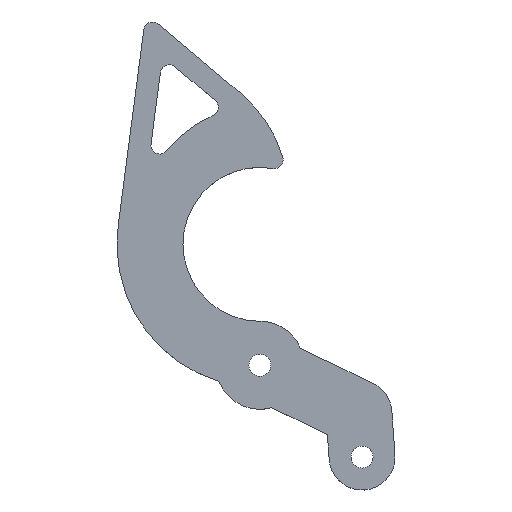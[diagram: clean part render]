
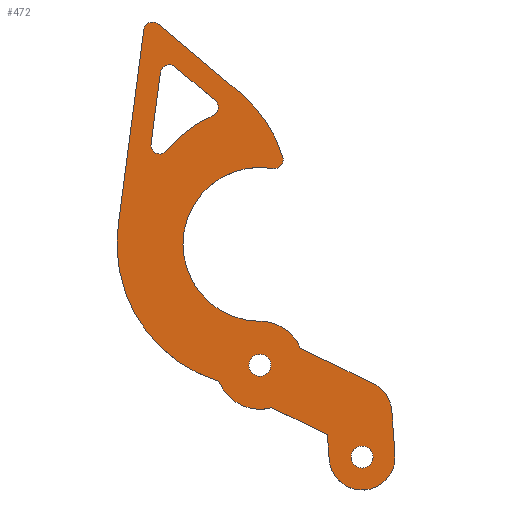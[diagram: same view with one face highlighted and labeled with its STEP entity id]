
A CAD part, top view. The second image highlights one B-rep face of the part: STEP entity #472.
In plain terms, the highlighted planar face has unit normal (0, 0, 1).
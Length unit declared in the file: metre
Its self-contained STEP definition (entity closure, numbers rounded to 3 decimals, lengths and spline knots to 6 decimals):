
#20=PLANE('',#530);
#24=LINE('',#707,#61);
#30=LINE('',#721,#67);
#35=LINE('',#735,#72);
#42=LINE('',#762,#79);
#43=LINE('',#764,#80);
#51=LINE('',#789,#88);
#54=LINE('',#795,#91);
#57=LINE('',#815,#94);
#61=VECTOR('',#559,1.);
#67=VECTOR('',#567,1.);
#72=VECTOR('',#580,1.);
#79=VECTOR('',#607,1.);
#80=VECTOR('',#610,1.);
#88=VECTOR('',#632,1.);
#91=VECTOR('',#637,1.);
#94=VECTOR('',#660,1.);
#164=ORIENTED_EDGE('',*,*,#281,.F.);
#165=ORIENTED_EDGE('',*,*,#279,.F.);
#166=ORIENTED_EDGE('',*,*,#253,.F.);
#167=ORIENTED_EDGE('',*,*,#287,.T.);
#168=ORIENTED_EDGE('',*,*,#254,.T.);
#169=ORIENTED_EDGE('',*,*,#260,.T.);
#170=ORIENTED_EDGE('',*,*,#288,.T.);
#171=ORIENTED_EDGE('',*,*,#261,.F.);
#172=ORIENTED_EDGE('',*,*,#267,.T.);
#173=ORIENTED_EDGE('',*,*,#270,.T.);
#174=ORIENTED_EDGE('',*,*,#273,.F.);
#175=ORIENTED_EDGE('',*,*,#276,.F.);
#176=ORIENTED_EDGE('',*,*,#278,.T.);
#177=ORIENTED_EDGE('',*,*,#240,.T.);
#178=ORIENTED_EDGE('',*,*,#244,.T.);
#179=ORIENTED_EDGE('',*,*,#247,.T.);
#180=ORIENTED_EDGE('',*,*,#250,.T.);
#181=ORIENTED_EDGE('',*,*,#285,.T.);
#182=ORIENTED_EDGE('',*,*,#289,.T.);
#183=ORIENTED_EDGE('',*,*,#232,.T.);
#184=ORIENTED_EDGE('',*,*,#290,.T.);
#185=ORIENTED_EDGE('',*,*,#234,.T.);
#186=ORIENTED_EDGE('',*,*,#291,.T.);
#232=EDGE_CURVE('',#300,#299,#344,.T.);
#234=EDGE_CURVE('',#301,#302,#24,.T.);
#240=EDGE_CURVE('',#308,#307,#30,.T.);
#244=EDGE_CURVE('',#307,#310,#346,.T.);
#247=EDGE_CURVE('',#310,#312,#35,.T.);
#250=EDGE_CURVE('',#312,#314,#348,.T.);
#253=EDGE_CURVE('',#316,#314,#350,.T.);
#254=EDGE_CURVE('',#317,#318,#351,.T.);
#260=EDGE_CURVE('',#318,#322,#42,.T.);
#261=EDGE_CURVE('',#323,#324,#43,.T.);
#267=EDGE_CURVE('',#323,#328,#354,.T.);
#270=EDGE_CURVE('',#328,#330,#356,.T.);
#273=EDGE_CURVE('',#332,#330,#51,.T.);
#276=EDGE_CURVE('',#334,#332,#54,.T.);
#278=EDGE_CURVE('',#334,#308,#358,.T.);
#279=EDGE_CURVE('',#335,#335,#359,.T.);
#281=EDGE_CURVE('',#337,#337,#361,.T.);
#285=EDGE_CURVE('',#342,#341,#57,.T.);
#287=EDGE_CURVE('',#316,#317,#363,.T.);
#288=EDGE_CURVE('',#322,#324,#364,.T.);
#289=EDGE_CURVE('',#341,#300,#365,.F.);
#290=EDGE_CURVE('',#299,#301,#366,.F.);
#291=EDGE_CURVE('',#302,#342,#367,.F.);
#299=VERTEX_POINT('',#702);
#300=VERTEX_POINT('',#704);
#301=VERTEX_POINT('',#708);
#302=VERTEX_POINT('',#709);
#307=VERTEX_POINT('',#720);
#308=VERTEX_POINT('',#722);
#310=VERTEX_POINT('',#728);
#312=VERTEX_POINT('',#734);
#314=VERTEX_POINT('',#740);
#316=VERTEX_POINT('',#746);
#317=VERTEX_POINT('',#750);
#318=VERTEX_POINT('',#751);
#322=VERTEX_POINT('',#761);
#323=VERTEX_POINT('',#765);
#324=VERTEX_POINT('',#766);
#328=VERTEX_POINT('',#776);
#330=VERTEX_POINT('',#782);
#332=VERTEX_POINT('',#788);
#334=VERTEX_POINT('',#794);
#335=VERTEX_POINT('',#801);
#337=VERTEX_POINT('',#806);
#341=VERTEX_POINT('',#814);
#342=VERTEX_POINT('',#816);
#344=CIRCLE('',#494,0.034925);
#346=CIRCLE('',#499,0.009525);
#348=CIRCLE('',#503,0.0127);
#350=CIRCLE('',#506,0.022225);
#351=CIRCLE('',#508,0.0381);
#354=CIRCLE('',#514,0.041275);
#356=CIRCLE('',#517,0.0127);
#358=CIRCLE('',#522,0.009525);
#359=CIRCLE('',#524,0.003175);
#361=CIRCLE('',#527,0.003175);
#363=CIRCLE('',#531,0.00254);
#364=CIRCLE('',#532,0.00254);
#365=CIRCLE('',#533,0.00254);
#366=CIRCLE('',#534,0.00254);
#367=CIRCLE('',#535,0.00254);
#393=EDGE_LOOP('',(#164));
#394=EDGE_LOOP('',(#165));
#395=EDGE_LOOP('',(#166,#167,#168,#169,#170,#171,#172,#173,#174,#175,#176,
#177,#178,#179,#180));
#396=EDGE_LOOP('',(#181,#182,#183,#184,#185,#186));
#426=FACE_BOUND('',#393,.T.);
#427=FACE_BOUND('',#394,.T.);
#428=FACE_BOUND('',#395,.T.);
#429=FACE_BOUND('',#396,.T.);
#472=ADVANCED_FACE('',(#426,#427,#428,#429),#20,.T.);
#494=AXIS2_PLACEMENT_3D('',#703,#554,#555);
#499=AXIS2_PLACEMENT_3D('',#729,#574,#575);
#503=AXIS2_PLACEMENT_3D('',#741,#586,#587);
#506=AXIS2_PLACEMENT_3D('',#747,#593,#594);
#508=AXIS2_PLACEMENT_3D('',#749,#597,#598);
#514=AXIS2_PLACEMENT_3D('',#777,#619,#620);
#517=AXIS2_PLACEMENT_3D('',#783,#626,#627);
#522=AXIS2_PLACEMENT_3D('',#798,#642,#643);
#524=AXIS2_PLACEMENT_3D('',#800,#646,#647);
#527=AXIS2_PLACEMENT_3D('',#805,#652,#653);
#530=AXIS2_PLACEMENT_3D('',#818,#662,#663);
#531=AXIS2_PLACEMENT_3D('',#819,#664,#665);
#532=AXIS2_PLACEMENT_3D('',#820,#666,#667);
#533=AXIS2_PLACEMENT_3D('',#821,#668,#669);
#534=AXIS2_PLACEMENT_3D('',#822,#670,#671);
#535=AXIS2_PLACEMENT_3D('',#823,#672,#673);
#554=DIRECTION('',(0.,0.,1.));
#555=DIRECTION('',(1.,0.,0.));
#559=DIRECTION('',(0.13,0.992,0.));
#567=DIRECTION('',(-0.073,0.997,0.));
#574=DIRECTION('',(0.,0.,1.));
#575=DIRECTION('',(1.,0.,0.));
#580=DIRECTION('',(-0.9,0.436,0.));
#586=DIRECTION('',(0.,0.,1.));
#587=DIRECTION('',(1.,0.,0.));
#593=DIRECTION('',(0.,0.,1.));
#594=DIRECTION('',(1.,0.,0.));
#597=DIRECTION('',(0.,0.,1.));
#598=DIRECTION('',(1.,0.,0.));
#607=DIRECTION('',(-0.766,0.643,0.));
#610=DIRECTION('',(0.13,0.992,0.));
#619=DIRECTION('',(0.,0.,1.));
#620=DIRECTION('',(1.,0.,0.));
#626=DIRECTION('',(0.,0.,1.));
#627=DIRECTION('',(1.,0.,0.));
#632=DIRECTION('',(-0.9,0.436,0.));
#637=DIRECTION('',(-0.073,0.997,0.));
#642=DIRECTION('',(0.,0.,1.));
#643=DIRECTION('',(1.,0.,0.));
#646=DIRECTION('',(0.,0.,1.));
#647=DIRECTION('',(1.,0.,0.));
#652=DIRECTION('',(0.,0.,1.));
#653=DIRECTION('',(1.,0.,0.));
#660=DIRECTION('',(0.766,-0.643,0.));
#662=DIRECTION('',(0.,0.,1.));
#663=DIRECTION('',(1.,0.,0.));
#664=DIRECTION('',(0.,0.,1.));
#665=DIRECTION('',(1.,0.,0.));
#666=DIRECTION('',(0.,0.,1.));
#667=DIRECTION('',(1.,0.,0.));
#668=DIRECTION('',(0.,0.,1.));
#669=DIRECTION('',(1.,0.,0.));
#670=DIRECTION('',(0.,0.,1.));
#671=DIRECTION('',(1.,0.,0.));
#672=DIRECTION('',(0.,0.,1.));
#673=DIRECTION('',(1.,0.,0.));
#702=CARTESIAN_POINT('',(-0.056438,0.08844,0.004763));
#703=CARTESIAN_POINT('',(-0.02922,0.066555,0.004763));
#704=CARTESIAN_POINT('',(-0.043027,0.098635,0.004763));
#707=CARTESIAN_POINT('',(-0.060206,0.095942,0.004763));
#708=CARTESIAN_POINT('',(-0.060936,0.090361,0.004763));
#709=CARTESIAN_POINT('',(-0.058224,0.111093,0.004763));
#720=CARTESIAN_POINT('',(0.008579,0.013358,0.004763));
#721=CARTESIAN_POINT('',(0.009039,0.007024,0.004763));
#722=CARTESIAN_POINT('',(0.0095,0.000691,0.004763));
#728=CARTESIAN_POINT('',(0.00323,0.021239,0.004763));
#729=CARTESIAN_POINT('',(-0.000921,0.012667,0.004763));
#734=CARTESIAN_POINT('',(-0.017785,0.031416,0.004763));
#735=CARTESIAN_POINT('',(-0.007277,0.026328,0.004763));
#740=CARTESIAN_POINT('',(-0.029497,0.039205,0.004763));
#741=CARTESIAN_POINT('',(-0.029497,0.026505,0.004763));
#746=CARTESIAN_POINT('',(-0.025755,0.083338,0.004763));
#747=CARTESIAN_POINT('',(-0.029497,0.06143,0.004763));
#749=CARTESIAN_POINT('',(-0.059426,0.075755,0.004763));
#750=CARTESIAN_POINT('',(-0.022891,0.086562,0.004763));
#751=CARTESIAN_POINT('',(-0.034936,0.104941,0.004763));
#761=CARTESIAN_POINT('',(-0.058867,0.125022,0.004763));
#762=CARTESIAN_POINT('',(-0.048677,0.116471,0.004763));
#764=CARTESIAN_POINT('',(-0.06642,0.097392,0.004763));
#765=CARTESIAN_POINT('',(-0.070423,0.066782,0.004763));
#766=CARTESIAN_POINT('',(-0.063018,0.123405,0.004763));
#776=CARTESIAN_POINT('',(-0.041327,0.021887,0.004763));
#777=CARTESIAN_POINT('',(-0.029497,0.06143,0.004763));
#782=CARTESIAN_POINT('',(-0.026088,0.014271,0.004763));
#783=CARTESIAN_POINT('',(-0.029497,0.026505,0.004763));
#788=CARTESIAN_POINT('',(-0.010022,0.006491,0.004763));
#789=CARTESIAN_POINT('',(-0.018055,0.010381,0.004763));
#794=CARTESIAN_POINT('',(-0.0095,-0.000691,0.004763));
#795=CARTESIAN_POINT('',(-0.009761,0.0029,0.004763));
#798=CARTESIAN_POINT('',(0.,0.,0.004763));
#800=CARTESIAN_POINT('',(0.,0.,0.004763));
#801=CARTESIAN_POINT('',(0.003175,0.,0.004763));
#805=CARTESIAN_POINT('',(-0.029497,0.026505,0.004763));
#806=CARTESIAN_POINT('',(-0.026322,0.026505,0.004763));
#814=CARTESIAN_POINT('',(-0.042398,0.102914,0.004763));
#815=CARTESIAN_POINT('',(-0.048321,0.107883,0.004763));
#816=CARTESIAN_POINT('',(-0.054073,0.11271,0.004763));
#818=CARTESIAN_POINT('',(-0.030623,0.059238,0.004763));
#819=CARTESIAN_POINT('',(-0.025327,0.085841,0.004763));
#820=CARTESIAN_POINT('',(-0.060499,0.123076,0.004763));
#821=CARTESIAN_POINT('',(-0.044031,0.100968,0.004763));
#822=CARTESIAN_POINT('',(-0.058417,0.090031,0.004763));
#823=CARTESIAN_POINT('',(-0.055706,0.110764,0.004763));
